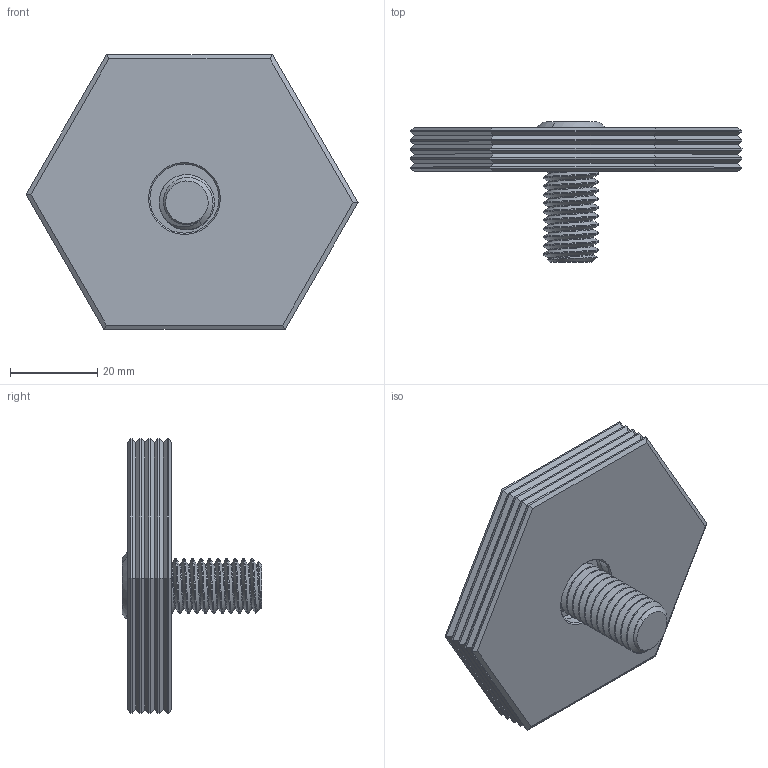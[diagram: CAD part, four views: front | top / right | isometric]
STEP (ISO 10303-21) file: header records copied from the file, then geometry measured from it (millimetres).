
FILE_DESCRIPTION (( 'STEP AP214' ), '1' );
FILE_NAME ('90145.STEP', '2023-07-05T19:36:49', ( '' ), ( '' ), 'SwSTEP 2.0', 'SolidWorks 2021', '' );
FILE_SCHEMA (( 'AUTOMOTIVE_DESIGN' ));
Length unit declared in the file: inch
Products named in the file (3): 10374_10374; 90145; 901451_901451
Assembly tree (2 placements, depth 2):
  90145
    901451_901451
    10374_10374
Bounding box: 76.21 x 32.13 x 63 mm (x, y, z)
Volume: 37197.3 mm3; surface area: 12644.4 mm2
Topology: 2 solids, 2 shells, 309 faces, 761 edges, 474 vertices
Faces by surface type: plane 192, bspline 70, cylinder 31, cone 14, sphere 2
Entity records: 15428 total; most frequent: CARTESIAN_POINT 8704, ORIENTED_EDGE 1522, DIRECTION 1071, EDGE_CURVE 761, LINE 525, VECTOR 525, VERTEX_POINT 474, EDGE_LOOP 329
